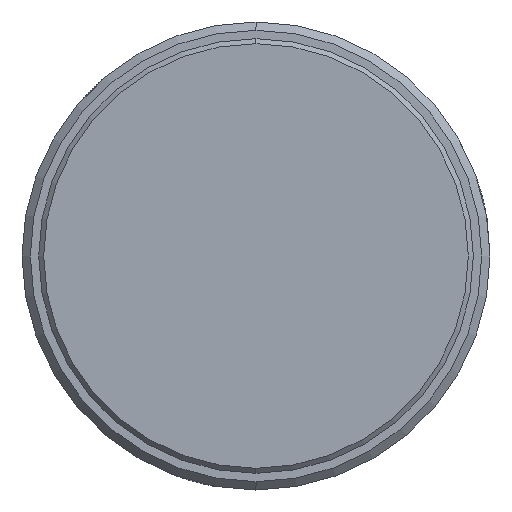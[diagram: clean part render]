
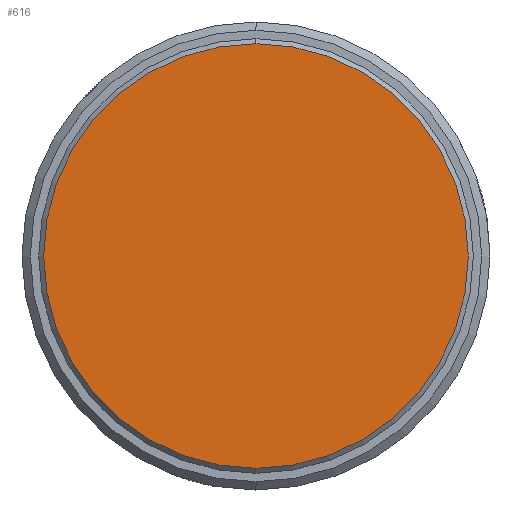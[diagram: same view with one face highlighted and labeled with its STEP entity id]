
A CAD part, left-side view. The second image highlights one B-rep face of the part: STEP entity #616.
In plain terms, the highlighted planar face has unit normal (-1, 0, 0).
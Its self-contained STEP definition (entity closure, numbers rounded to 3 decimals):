
#86 = EDGE_LOOP ( 'NONE', ( #221, #962 ) ) ;
#131 = VERTEX_POINT ( 'NONE', #960 ) ;
#150 = AXIS2_PLACEMENT_3D ( 'NONE', #265, #1018, #598 ) ;
#221 = ORIENTED_EDGE ( 'NONE', *, *, #1013, .T. ) ;
#223 = AXIS2_PLACEMENT_3D ( 'NONE', #781, #609, #1021 ) ;
#242 = CARTESIAN_POINT ( 'NONE',  ( -173.9, -12.852, -12.852 ) ) ;
#255 = PLANE ( 'NONE',  #307 ) ;
#265 = CARTESIAN_POINT ( 'NONE',  ( -173.9, 0., 0. ) ) ;
#273 = FACE_OUTER_BOUND ( 'NONE', #86, .T. ) ;
#307 = AXIS2_PLACEMENT_3D ( 'NONE', #242, #764, #668 ) ;
#339 = CARTESIAN_POINT ( 'NONE',  ( -173.9, 0., -12.7 ) ) ;
#480 = CIRCLE ( 'NONE', #223, 12.7 ) ;
#527 = VERTEX_POINT ( 'NONE', #339 ) ;
#598 = DIRECTION ( 'NONE',  ( 0., 0., -1. ) ) ;
#609 = DIRECTION ( 'NONE',  ( -1., 0., 0. ) ) ;
#616 = ADVANCED_FACE ( 'NONE', ( #273 ), #255, .T. ) ;
#668 = DIRECTION ( 'NONE',  ( 0., 0., 1. ) ) ;
#676 = EDGE_CURVE ( 'NONE', #131, #527, #480, .T. ) ;
#764 = DIRECTION ( 'NONE',  ( -1., 0., 0. ) ) ;
#768 = CIRCLE ( 'NONE', #150, 12.7 ) ;
#781 = CARTESIAN_POINT ( 'NONE',  ( -173.9, 0., 0. ) ) ;
#960 = CARTESIAN_POINT ( 'NONE',  ( -173.9, 0., 12.7 ) ) ;
#962 = ORIENTED_EDGE ( 'NONE', *, *, #676, .T. ) ;
#1013 = EDGE_CURVE ( 'NONE', #527, #131, #768, .T. ) ;
#1018 = DIRECTION ( 'NONE',  ( -1., 0., 0. ) ) ;
#1021 = DIRECTION ( 'NONE',  ( 0., 0., -1. ) ) ;
